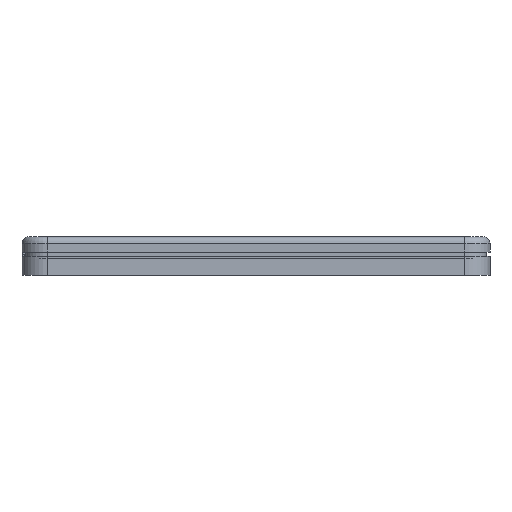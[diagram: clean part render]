
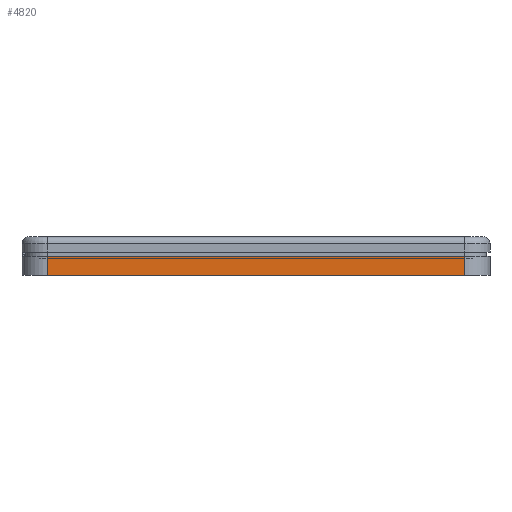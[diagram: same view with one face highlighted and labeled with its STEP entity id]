
A CAD part, left-side view. The second image highlights one B-rep face of the part: STEP entity #4820.
In plain terms, the highlighted planar face has unit normal (-1, 0, 0).
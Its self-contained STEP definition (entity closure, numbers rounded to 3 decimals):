
#692=FACE_OUTER_BOUND('',#1037,.T.);
#1037=EDGE_LOOP('',(#4154,#4155,#4156,#4157));
#1511=LINE('',#8002,#1938);
#1520=LINE('',#8029,#1947);
#1521=LINE('',#8033,#1948);
#1522=LINE('',#8034,#1949);
#1938=VECTOR('',#6531,10.);
#1947=VECTOR('',#6560,7.);
#1948=VECTOR('',#6565,10.);
#1949=VECTOR('',#6566,10.);
#2354=VERTEX_POINT('',#7999);
#2355=VERTEX_POINT('',#8001);
#2363=VERTEX_POINT('',#8028);
#2364=VERTEX_POINT('',#8032);
#2965=EDGE_CURVE('',#2355,#2354,#1511,.T.);
#2978=EDGE_CURVE('',#2355,#2363,#1520,.T.);
#2980=EDGE_CURVE('',#2354,#2364,#1521,.T.);
#2981=EDGE_CURVE('',#2363,#2364,#1522,.T.);
#4154=ORIENTED_EDGE('',*,*,#2965,.T.);
#4155=ORIENTED_EDGE('',*,*,#2980,.T.);
#4156=ORIENTED_EDGE('',*,*,#2981,.F.);
#4157=ORIENTED_EDGE('',*,*,#2978,.F.);
#4579=PLANE('',#5290);
#4820=ADVANCED_FACE('',(#692),#4579,.T.);
#5290=AXIS2_PLACEMENT_3D('',#8031,#6563,#6564);
#6531=DIRECTION('',(0.,1.,0.));
#6560=DIRECTION('',(0.,0.,-1.));
#6563=DIRECTION('center_axis',(-1.,0.,0.));
#6564=DIRECTION('ref_axis',(0.,1.,0.));
#6565=DIRECTION('',(0.,0.,-1.));
#6566=DIRECTION('',(0.,1.,0.));
#7999=CARTESIAN_POINT('',(-109.,56.85,2.6));
#8001=CARTESIAN_POINT('',(-109.,-59.25,2.6));
#8002=CARTESIAN_POINT('',(-109.,-30.225,2.6));
#8028=CARTESIAN_POINT('',(-109.,-59.25,-2.7));
#8029=CARTESIAN_POINT('',(-109.,-59.25,3.));
#8031=CARTESIAN_POINT('Origin',(-109.,-59.25,3.));
#8032=CARTESIAN_POINT('',(-109.,56.85,-2.7));
#8033=CARTESIAN_POINT('',(-109.,56.85,3.));
#8034=CARTESIAN_POINT('',(-109.,27.825,-2.7));
